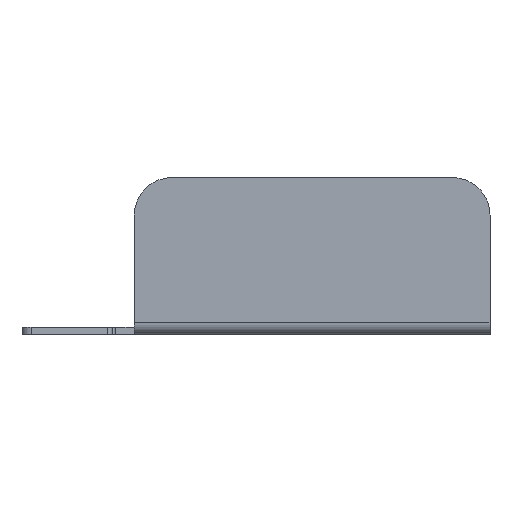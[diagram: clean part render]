
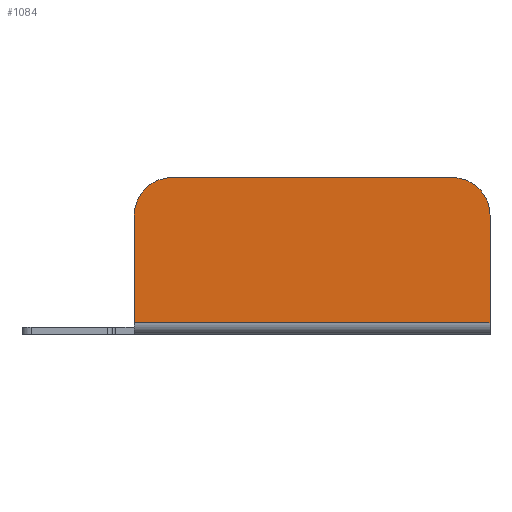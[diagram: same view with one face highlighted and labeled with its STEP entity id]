
A CAD part, front view. The second image highlights one B-rep face of the part: STEP entity #1084.
In plain terms, the highlighted planar face has unit normal (0, -1, 0).
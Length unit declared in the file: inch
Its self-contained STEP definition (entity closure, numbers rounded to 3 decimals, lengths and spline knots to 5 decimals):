
#71=PLANE('',#1214);
#119=FACE_OUTER_BOUND('',#202,.T.);
#202=EDGE_LOOP('',(#965,#966,#967,#968,#969,#970));
#275=LINE('',#1759,#360);
#302=LINE('',#1849,#387);
#303=LINE('',#1852,#388);
#304=LINE('',#1855,#389);
#360=VECTOR('',#1416,2.875);
#387=VECTOR('',#1525,9.5);
#388=VECTOR('',#1528,2.875);
#389=VECTOR('',#1531,7.5);
#441=CIRCLE('',#1175,1.);
#457=CIRCLE('',#1215,1.);
#532=VERTEX_POINT('',#1751);
#535=VERTEX_POINT('',#1757);
#537=VERTEX_POINT('',#1763);
#541=VERTEX_POINT('',#1777);
#558=VERTEX_POINT('',#1851);
#559=VERTEX_POINT('',#1853);
#657=EDGE_CURVE('',#535,#532,#275,.T.);
#659=EDGE_CURVE('',#532,#537,#441,.T.);
#701=EDGE_CURVE('',#535,#541,#302,.T.);
#702=EDGE_CURVE('',#541,#558,#303,.T.);
#703=EDGE_CURVE('',#559,#558,#457,.T.);
#704=EDGE_CURVE('',#537,#559,#304,.T.);
#965=ORIENTED_EDGE('',*,*,#659,.F.);
#966=ORIENTED_EDGE('',*,*,#657,.F.);
#967=ORIENTED_EDGE('',*,*,#701,.T.);
#968=ORIENTED_EDGE('',*,*,#702,.T.);
#969=ORIENTED_EDGE('',*,*,#703,.F.);
#970=ORIENTED_EDGE('',*,*,#704,.F.);
#1084=ADVANCED_FACE('',(#119),#71,.F.);
#1175=AXIS2_PLACEMENT_3D('',#1764,#1421,#1422);
#1214=AXIS2_PLACEMENT_3D('',#1850,#1526,#1527);
#1215=AXIS2_PLACEMENT_3D('',#1854,#1529,#1530);
#1416=DIRECTION('',(0.,0.,1.));
#1421=DIRECTION('center_axis',(0.,1.,0.));
#1422=DIRECTION('ref_axis',(-1.,0.,0.));
#1525=DIRECTION('',(1.,0.,0.));
#1526=DIRECTION('center_axis',(0.,1.,0.));
#1527=DIRECTION('ref_axis',(0.,0.,1.));
#1528=DIRECTION('',(0.,0.,1.));
#1529=DIRECTION('center_axis',(0.,1.,0.));
#1530=DIRECTION('ref_axis',(0.,0.,1.));
#1531=DIRECTION('',(1.,0.,0.));
#1751=CARTESIAN_POINT('',(3.,0.,3.125));
#1757=CARTESIAN_POINT('',(3.,0.,0.25));
#1759=CARTESIAN_POINT('',(3.,0.,0.25));
#1763=CARTESIAN_POINT('',(4.,0.,4.125));
#1764=CARTESIAN_POINT('Origin',(4.,0.,3.125));
#1777=CARTESIAN_POINT('',(12.5,0.,0.25));
#1849=CARTESIAN_POINT('',(3.,0.,0.25));
#1850=CARTESIAN_POINT('Origin',(2.5,0.,4.125));
#1851=CARTESIAN_POINT('',(12.5,0.,3.125));
#1852=CARTESIAN_POINT('',(12.5,0.,0.25));
#1853=CARTESIAN_POINT('',(11.5,0.,4.125));
#1854=CARTESIAN_POINT('Origin',(11.5,0.,3.125));
#1855=CARTESIAN_POINT('',(4.,0.,4.125));
